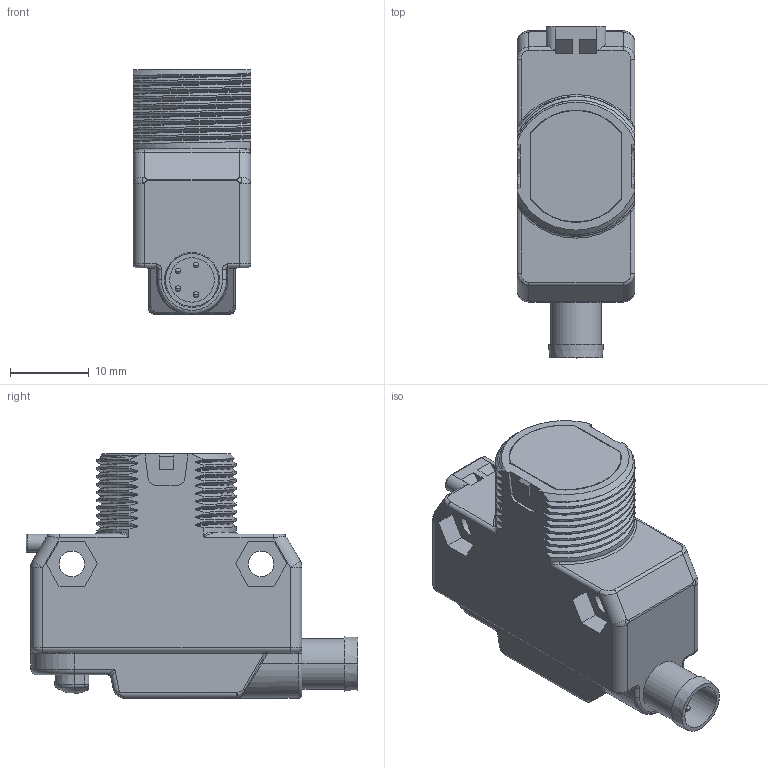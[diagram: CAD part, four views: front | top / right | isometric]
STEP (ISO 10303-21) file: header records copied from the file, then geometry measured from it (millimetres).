
FILE_DESCRIPTION((''),'2;1');
FILE_NAME('139450_SW','2008-04-04T',('banengservice'),('BANNER ENGINEERING'),'PRO/ENGINEER BY PARAMETRIC TECHNOLOGY CORPORATION, 2006170','PRO/ENGINEER BY PARAMETRIC TECHNOLOGY CORPORATION, 2006170','');
FILE_SCHEMA(('CONFIG_CONTROL_DESIGN'));
Length unit declared in the file: inch
Products named in the file (1): 139450_SW
Bounding box: 15 x 42.22 x 31.12 mm (x, y, z)
Volume: 11271.8 mm3; surface area: 4416.8 mm2
Topology: 1 solids, 1 shells, 364 faces, 901 edges, 553 vertices
Faces by surface type: bspline 111, cylinder 111, plane 101, torus 20, sphere 13, cone 8
Entity records: 17235 total; most frequent: CARTESIAN_POINT 9332, ORIENTED_EDGE 1796, DIRECTION 1365, EDGE_CURVE 898, VERTEX_POINT 553, AXIS2_PLACEMENT_3D 480, VECTOR 405, LINE 405
